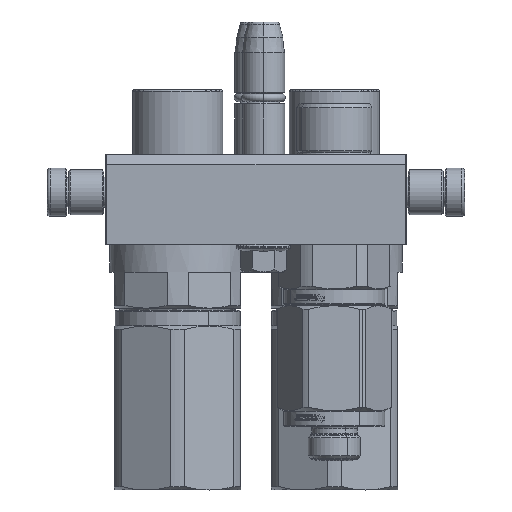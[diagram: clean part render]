
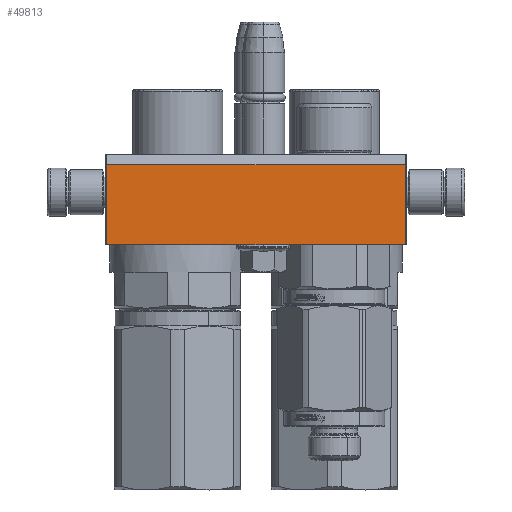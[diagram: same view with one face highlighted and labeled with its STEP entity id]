
A CAD part, left-side view. The second image highlights one B-rep face of the part: STEP entity #49813.
In plain terms, the highlighted face is planar.
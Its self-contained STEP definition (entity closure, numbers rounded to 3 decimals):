
#61 = DIRECTION ( 'NONE',  ( 0., 0., 1. ) ) ;
#209 = CARTESIAN_POINT ( 'NONE',  ( -49.5, -15., 56. ) ) ;
#1509 = VECTOR ( 'NONE', #14902, 1000. ) ;
#5499 = ORIENTED_EDGE ( 'NONE', *, *, #21308, .T. ) ;
#5789 = ORIENTED_EDGE ( 'NONE', *, *, #32188, .F. ) ;
#6169 = CARTESIAN_POINT ( 'NONE',  ( -49.5, 11.536, 56. ) ) ;
#7285 = CARTESIAN_POINT ( 'NONE',  ( -49.5, -15., 56. ) ) ;
#9865 = VERTEX_POINT ( 'NONE', #57454 ) ;
#12837 = VERTEX_POINT ( 'NONE', #42950 ) ;
#14902 = DIRECTION ( 'NONE',  ( 1., 0., 0. ) ) ;
#16133 = ORIENTED_EDGE ( 'NONE', *, *, #18827, .F. ) ;
#18827 = EDGE_CURVE ( 'NONE', #9865, #48505, #46851, .T. ) ;
#21308 = EDGE_CURVE ( 'NONE', #9865, #12837, #48459, .T. ) ;
#22732 = DIRECTION ( 'NONE',  ( 0., 1., 0. ) ) ;
#25479 = PLANE ( 'NONE',  #31102 ) ;
#25666 = LINE ( 'NONE', #6169, #63462 ) ;
#26085 = LINE ( 'NONE', #26157, #38502 ) ;
#26157 = CARTESIAN_POINT ( 'NONE',  ( 49.5, -15., 56. ) ) ;
#27016 = DIRECTION ( 'NONE',  ( 0., 1., 0. ) ) ;
#28233 = FACE_OUTER_BOUND ( 'NONE', #30785, .T. ) ;
#29589 = CARTESIAN_POINT ( 'NONE',  ( -50., -15., 56. ) ) ;
#30785 = EDGE_LOOP ( 'NONE', ( #5499, #49438, #5789, #16133 ) ) ;
#31102 = AXIS2_PLACEMENT_3D ( 'NONE', #29589, #61, #34565 ) ;
#31431 = VECTOR ( 'NONE', #27016, 1000. ) ;
#32188 = EDGE_CURVE ( 'NONE', #48505, #36461, #25666, .T. ) ;
#34565 = DIRECTION ( 'NONE',  ( 1., 0., 0. ) ) ;
#36461 = VERTEX_POINT ( 'NONE', #39866 ) ;
#38502 = VECTOR ( 'NONE', #22732, 1000. ) ;
#39866 = CARTESIAN_POINT ( 'NONE',  ( 49.5, 11.536, 56. ) ) ;
#40303 = EDGE_CURVE ( 'NONE', #12837, #36461, #26085, .T. ) ;
#42950 = CARTESIAN_POINT ( 'NONE',  ( 49.5, -15., 56. ) ) ;
#46851 = LINE ( 'NONE', #7285, #31431 ) ;
#48459 = LINE ( 'NONE', #209, #1509 ) ;
#48505 = VERTEX_POINT ( 'NONE', #59478 ) ;
#49438 = ORIENTED_EDGE ( 'NONE', *, *, #40303, .T. ) ;
#49813 = ADVANCED_FACE ( 'NONE', ( #28233 ), #25479, .T. ) ;
#56107 = DIRECTION ( 'NONE',  ( 1., 0., 0. ) ) ;
#57454 = CARTESIAN_POINT ( 'NONE',  ( -49.5, -15., 56. ) ) ;
#59478 = CARTESIAN_POINT ( 'NONE',  ( -49.5, 11.536, 56. ) ) ;
#63462 = VECTOR ( 'NONE', #56107, 1000. ) ;
